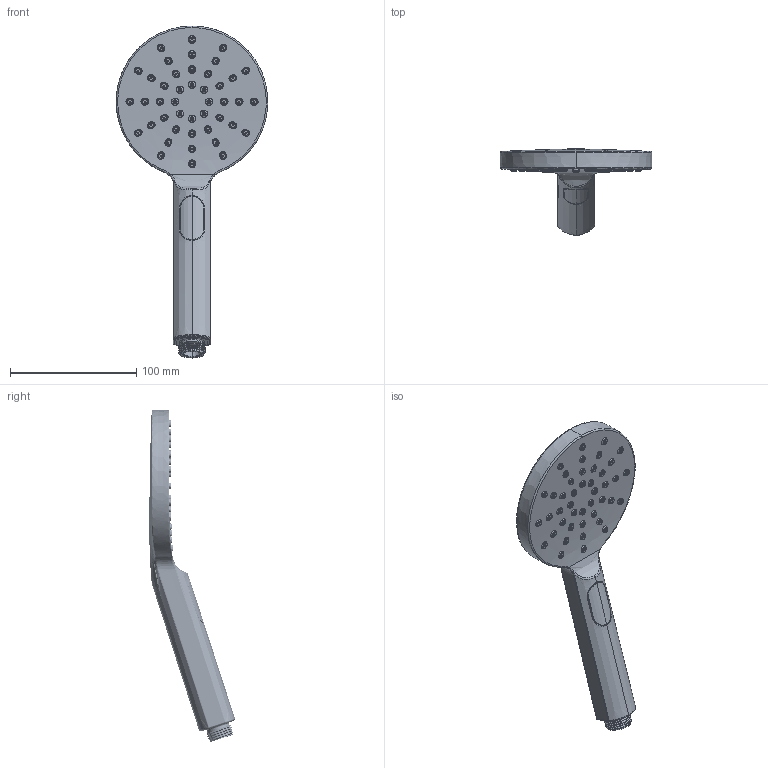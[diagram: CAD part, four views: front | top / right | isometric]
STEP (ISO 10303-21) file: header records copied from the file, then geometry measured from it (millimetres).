
FILE_DESCRIPTION((''),'2;1');
FILE_NAME('H12013_ASM','2018-01-02T',('Administrator'),(''),'PRO/ENGINEER BY PARAMETRIC TECHNOLOGY CORPORATION, 2010020','PRO/ENGINEER BY PARAMETRIC TECHNOLOGY CORPORATION, 2010020','');
FILE_SCHEMA(('CONFIG_CONTROL_DESIGN'));
Products named in the file (8): H12013-01; H12013-02; H12013-03; H12013-06; H12013-07; QIANANNIU_ASM; H12013-04-01; H12013_ASM
Assembly tree (7 placements, depth 3):
  H12013_ASM
    H12013-01
    H12013-02
    H12013-03
    H12013-06
    QIANANNIU_ASM
      H12013-07
    H12013-04-01
Bounding box: 120.2 x 68.29 x 263.41 mm (x, y, z)
Volume: 142270.4 mm3; surface area: 142196.2 mm2
Topology: 6 solids, 6 shells, 2984 faces, 7355 edges, 4497 vertices
Faces by surface type: bspline 1395, plane 758, cylinder 423, extrusion 153, torus 108, cone 93, sphere 54
Entity records: 193809 total; most frequent: CARTESIAN_POINT 134308, ORIENTED_EDGE 14706, DIRECTION 8321, EDGE_CURVE 7353, VERTEX_POINT 4497, B_SPLINE_CURVE_WITH_KNOTS 3876, EDGE_LOOP 3368, AXIS2_PLACEMENT_3D 3086
